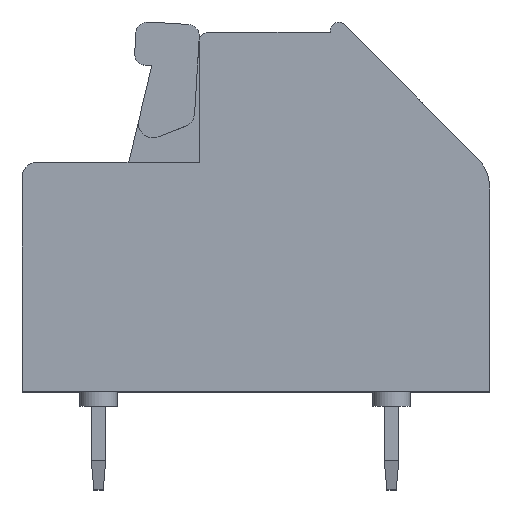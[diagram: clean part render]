
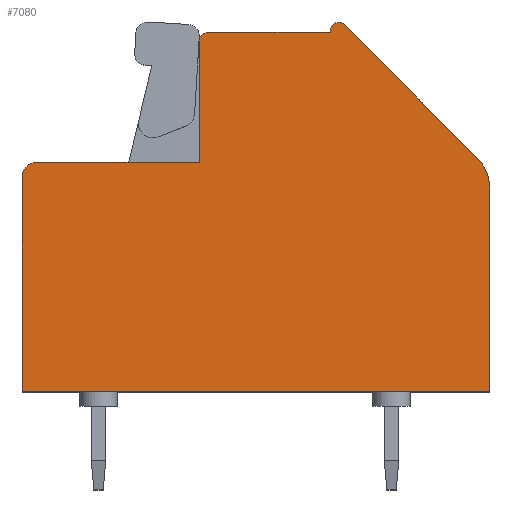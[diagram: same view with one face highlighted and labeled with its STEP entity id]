
A CAD part, top view. The second image highlights one B-rep face of the part: STEP entity #7080.
In plain terms, the highlighted face is planar.
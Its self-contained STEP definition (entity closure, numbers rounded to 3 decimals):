
#5840=CARTESIAN_POINT('',(-27.794,17.512,-20.305));
#5850=DIRECTION('',(0.,0.,-1.));
#5860=DIRECTION('',(-1.,0.,0.));
#5870=AXIS2_PLACEMENT_3D('',#5840,#5850,#5860);
#5880=PLANE('',#5870);
#5890=CARTESIAN_POINT('',(-35.849,22.415,-20.305));
#5900=DIRECTION('',(0.,0.,1.));
#5910=DIRECTION('',(1.,0.,0.));
#5920=AXIS2_PLACEMENT_3D('',#5890,#5900,#5910);
#5930=CIRCLE('',#5920,1.5);
#5940=CARTESIAN_POINT('',(-36.91,23.476,-20.305));
#5950=VERTEX_POINT('',#5940);
#5960=CARTESIAN_POINT('',(-37.349,22.415,-20.305));
#5970=VERTEX_POINT('',#5960);
#5980=EDGE_CURVE('',#5950,#5970,#5930,.T.);
#5990=ORIENTED_EDGE('',*,*,#5980,.F.);
#6000=CARTESIAN_POINT('',(-37.349,0.,-20.305));
#6010=DIRECTION('',(0.,1.,0.));
#6020=VECTOR('',#6010,1.);
#6030=LINE('',#6000,#6020);
#6040=CARTESIAN_POINT('',(-37.349,15.357,-20.305));
#6050=VERTEX_POINT('',#6040);
#6060=EDGE_CURVE('',#6050,#5970,#6030,.T.);
#6070=ORIENTED_EDGE('',*,*,#6060,.T.);
#6080=CARTESIAN_POINT('',(0.,15.357,-20.305));
#6090=DIRECTION('',(-1.,0.,0.));
#6100=VECTOR('',#6090,1.);
#6110=LINE('',#6080,#6100);
#6120=CARTESIAN_POINT('',(-21.149,15.357,-20.305));
#6130=VERTEX_POINT('',#6120);
#6140=EDGE_CURVE('',#6130,#6050,#6110,.T.);
#6150=ORIENTED_EDGE('',*,*,#6140,.T.);
#6160=CARTESIAN_POINT('',(-21.149,0.,-20.305));
#6170=DIRECTION('',(0.,1.,0.));
#6180=VECTOR('',#6170,1.);
#6190=LINE('',#6160,#6180);
#6200=CARTESIAN_POINT('',(-21.149,22.807,-20.305));
#6210=VERTEX_POINT('',#6200);
#6220=EDGE_CURVE('',#6130,#6210,#6190,.T.);
#6230=ORIENTED_EDGE('',*,*,#6220,.F.);
#6240=CARTESIAN_POINT('',(-21.649,22.807,-20.305));
#6250=DIRECTION('',(0.,0.,1.));
#6260=DIRECTION('',(1.,0.,0.));
#6270=AXIS2_PLACEMENT_3D('',#6240,#6250,#6260);
#6280=CIRCLE('',#6270,0.5);
#6290=CARTESIAN_POINT('',(-21.649,23.307,-20.305));
#6300=VERTEX_POINT('',#6290);
#6310=EDGE_CURVE('',#6210,#6300,#6280,.T.);
#6320=ORIENTED_EDGE('',*,*,#6310,.F.);
#6330=CARTESIAN_POINT('',(0.,23.307,-20.305));
#6340=DIRECTION('',(1.,0.,0.));
#6350=VECTOR('',#6340,1.);
#6360=LINE('',#6330,#6350);
#6370=CARTESIAN_POINT('',(-27.279,23.307,-20.305));
#6380=VERTEX_POINT('',#6370);
#6390=EDGE_CURVE('',#6380,#6300,#6360,.T.);
#6400=ORIENTED_EDGE('',*,*,#6390,.T.);
#6410=CARTESIAN_POINT('',(-27.279,0.,-20.305));
#6420=DIRECTION('',(0.,-1.,0.));
#6430=VECTOR('',#6420,1.);
#6440=LINE('',#6410,#6430);
#6450=CARTESIAN_POINT('',(-27.279,27.507,-20.305));
#6460=VERTEX_POINT('',#6450);
#6470=EDGE_CURVE('',#6460,#6380,#6440,.T.);
#6480=ORIENTED_EDGE('',*,*,#6470,.T.);
#6490=CARTESIAN_POINT('',(-27.579,27.507,-20.305));
#6500=DIRECTION('',(0.,0.,1.));
#6510=DIRECTION('',(1.,0.,0.));
#6520=AXIS2_PLACEMENT_3D('',#6490,#6500,#6510);
#6530=CIRCLE('',#6520,0.3);
#6540=CARTESIAN_POINT('',(-27.579,27.807,-20.305));
#6550=VERTEX_POINT('',#6540);
#6560=EDGE_CURVE('',#6460,#6550,#6530,.T.);
#6570=ORIENTED_EDGE('',*,*,#6560,.F.);
#6580=CARTESIAN_POINT('',(0.,27.807,-20.305));
#6590=DIRECTION('',(1.,0.,0.));
#6600=VECTOR('',#6590,1.);
#6610=LINE('',#6580,#6600);
#6620=CARTESIAN_POINT('',(-31.819,27.807,-20.305));
#6630=VERTEX_POINT('',#6620);
#6640=EDGE_CURVE('',#6630,#6550,#6610,.T.);
#6650=ORIENTED_EDGE('',*,*,#6640,.T.);
#6660=CARTESIAN_POINT('',(-31.819,0.,-20.305));
#6670=DIRECTION('',(0.,-1.,0.));
#6680=VECTOR('',#6670,1.);
#6690=LINE('',#6660,#6680);
#6700=CARTESIAN_POINT('',(-31.819,27.857,-20.305));
#6710=VERTEX_POINT('',#6700);
#6720=EDGE_CURVE('',#6710,#6630,#6690,.T.);
#6730=ORIENTED_EDGE('',*,*,#6720,.T.);
#6740=CARTESIAN_POINT('',(-32.119,27.857,-20.305));
#6750=DIRECTION('',(0.,0.,1.));
#6760=DIRECTION('',(1.,0.,0.));
#6770=AXIS2_PLACEMENT_3D('',#6740,#6750,#6760);
#6780=CIRCLE('',#6770,0.3);
#6790=CARTESIAN_POINT('',(-32.119,28.157,-20.305));
#6800=VERTEX_POINT('',#6790);
#6810=EDGE_CURVE('',#6710,#6800,#6780,.T.);
#6820=ORIENTED_EDGE('',*,*,#6810,.F.);
#6830=CARTESIAN_POINT('',(0.,28.157,-20.305));
#6840=DIRECTION('',(1.,0.,0.));
#6850=VECTOR('',#6840,1.);
#6860=LINE('',#6830,#6850);
#6870=CARTESIAN_POINT('',(-32.125,28.157,-20.305));
#6880=VERTEX_POINT('',#6870);
#6890=EDGE_CURVE('',#6880,#6800,#6860,.T.);
#6900=ORIENTED_EDGE('',*,*,#6890,.T.);
#6910=CARTESIAN_POINT('',(-32.125,27.907,-20.305));
#6920=DIRECTION('',(0.,0.,1.));
#6930=DIRECTION('',(1.,0.,0.));
#6940=AXIS2_PLACEMENT_3D('',#6910,#6920,#6930);
#6950=CIRCLE('',#6940,0.25);
#6960=CARTESIAN_POINT('',(-32.302,28.083,-20.305));
#6970=VERTEX_POINT('',#6960);
#6980=EDGE_CURVE('',#6880,#6970,#6950,.T.);
#6990=ORIENTED_EDGE('',*,*,#6980,.F.);
#7000=CARTESIAN_POINT('',(-60.386,0.,-20.305));
#7010=DIRECTION('',(0.707,0.707,0.));
#7020=VECTOR('',#7010,1.);
#7030=LINE('',#7000,#7020);
#7040=EDGE_CURVE('',#5950,#6970,#7030,.T.);
#7050=ORIENTED_EDGE('',*,*,#7040,.T.);
#7060=EDGE_LOOP('',(#7050,#6990,#6900,#6820,#6730,#6650,#6570,#6480,
#6400,#6320,#6230,#6150,#6070,#5990));
#7070=FACE_OUTER_BOUND('',#7060,.T.);
#7080=ADVANCED_FACE('',(#7070),#5880,.T.);
